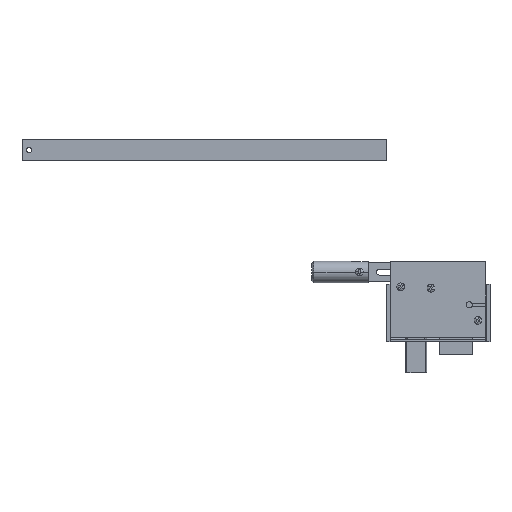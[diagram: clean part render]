
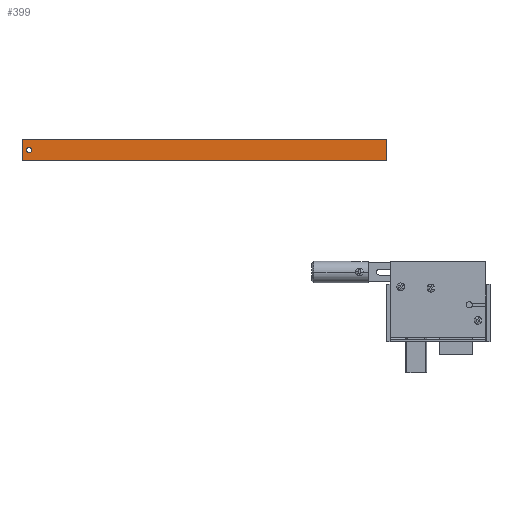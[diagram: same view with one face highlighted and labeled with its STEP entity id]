
A CAD part, front view. The second image highlights one B-rep face of the part: STEP entity #399.
In plain terms, the highlighted planar face has unit normal (0, -1, 0).
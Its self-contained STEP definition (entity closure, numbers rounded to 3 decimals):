
#399 = ADVANCED_FACE ( 'NONE', ( #19950, #1202 ), #19632, .T. ) ;
#579 = ORIENTED_EDGE ( 'NONE', *, *, #12682, .F. ) ;
#627 = DIRECTION ( 'NONE',  ( 0., 0., 1. ) ) ;
#886 = CARTESIAN_POINT ( 'NONE',  ( -136., 0., -8. ) ) ;
#1201 = DIRECTION ( 'NONE',  ( 0., 0., 1. ) ) ;
#1202 = FACE_OUTER_BOUND ( 'NONE', #19321, .T. ) ;
#2131 = CARTESIAN_POINT ( 'NONE',  ( -136., 0., -8. ) ) ;
#2719 = VERTEX_POINT ( 'NONE', #886 ) ;
#3274 = DIRECTION ( 'NONE',  ( 1., 0., 0. ) ) ;
#3464 = VECTOR ( 'NONE', #3770, 1000. ) ;
#3770 = DIRECTION ( 'NONE',  ( 0., 0., -1. ) ) ;
#4456 = ORIENTED_EDGE ( 'NONE', *, *, #12808, .F. ) ;
#4486 = EDGE_CURVE ( 'NONE', #18767, #2719, #26851, .T. ) ;
#5475 = DIRECTION ( 'NONE',  ( 0., 0., -1. ) ) ;
#5562 = EDGE_CURVE ( 'NONE', #26231, #8379, #14342, .T. ) ;
#6667 = AXIS2_PLACEMENT_3D ( 'NONE', #10791, #20238, #8650 ) ;
#6701 = VERTEX_POINT ( 'NONE', #9298 ) ;
#6741 = LINE ( 'NONE', #15363, #3464 ) ;
#6833 = DIRECTION ( 'NONE',  ( -1., 0., 0. ) ) ;
#7131 = VECTOR ( 'NONE', #3274, 1000. ) ;
#8357 = ORIENTED_EDGE ( 'NONE', *, *, #5562, .T. ) ;
#8379 = VERTEX_POINT ( 'NONE', #19367 ) ;
#8650 = DIRECTION ( 'NONE',  ( 0., 0., 1. ) ) ;
#8922 = CARTESIAN_POINT ( 'NONE',  ( 136., 0., -8. ) ) ;
#9298 = CARTESIAN_POINT ( 'NONE',  ( 136., 0., 8. ) ) ;
#9341 = AXIS2_PLACEMENT_3D ( 'NONE', #21460, #28479, #627 ) ;
#10287 = CARTESIAN_POINT ( 'NONE',  ( 0., 0., 0. ) ) ;
#10752 = LINE ( 'NONE', #12916, #14065 ) ;
#10791 = CARTESIAN_POINT ( 'NONE',  ( 130.7, 0., 0. ) ) ;
#10917 = CARTESIAN_POINT ( 'NONE',  ( -136., 0., 8. ) ) ;
#11362 = EDGE_LOOP ( 'NONE', ( #8357, #18831 ) ) ;
#11626 = CARTESIAN_POINT ( 'NONE',  ( 130.7, 0., 2. ) ) ;
#12265 = LINE ( 'NONE', #15263, #7131 ) ;
#12682 = EDGE_CURVE ( 'NONE', #19616, #6701, #12265, .T. ) ;
#12808 = EDGE_CURVE ( 'NONE', #6701, #18767, #6741, .T. ) ;
#12916 = CARTESIAN_POINT ( 'NONE',  ( -136., 0., 8. ) ) ;
#13971 = ORIENTED_EDGE ( 'NONE', *, *, #14063, .F. ) ;
#14063 = EDGE_CURVE ( 'NONE', #2719, #19616, #10752, .T. ) ;
#14065 = VECTOR ( 'NONE', #1201, 1000. ) ;
#14342 = CIRCLE ( 'NONE', #6667, 2. ) ;
#14808 = ORIENTED_EDGE ( 'NONE', *, *, #4486, .F. ) ;
#15263 = CARTESIAN_POINT ( 'NONE',  ( -136., 0., 8. ) ) ;
#15363 = CARTESIAN_POINT ( 'NONE',  ( 136., 0., 8. ) ) ;
#16537 = VECTOR ( 'NONE', #6833, 1000. ) ;
#18767 = VERTEX_POINT ( 'NONE', #8922 ) ;
#18831 = ORIENTED_EDGE ( 'NONE', *, *, #18955, .T. ) ;
#18955 = EDGE_CURVE ( 'NONE', #8379, #26231, #23375, .T. ) ;
#19321 = EDGE_LOOP ( 'NONE', ( #4456, #579, #13971, #14808 ) ) ;
#19367 = CARTESIAN_POINT ( 'NONE',  ( 130.7, 0., -2. ) ) ;
#19525 = DIRECTION ( 'NONE',  ( 0., -1., 0. ) ) ;
#19616 = VERTEX_POINT ( 'NONE', #10917 ) ;
#19632 = PLANE ( 'NONE',  #27201 ) ;
#19950 = FACE_BOUND ( 'NONE', #11362, .T. ) ;
#20238 = DIRECTION ( 'NONE',  ( 0., 1., 0. ) ) ;
#21460 = CARTESIAN_POINT ( 'NONE',  ( 130.7, 0., 0. ) ) ;
#23375 = CIRCLE ( 'NONE', #9341, 2. ) ;
#26231 = VERTEX_POINT ( 'NONE', #11626 ) ;
#26851 = LINE ( 'NONE', #2131, #16537 ) ;
#27201 = AXIS2_PLACEMENT_3D ( 'NONE', #10287, #19525, #5475 ) ;
#28479 = DIRECTION ( 'NONE',  ( 0., 1., 0. ) ) ;
